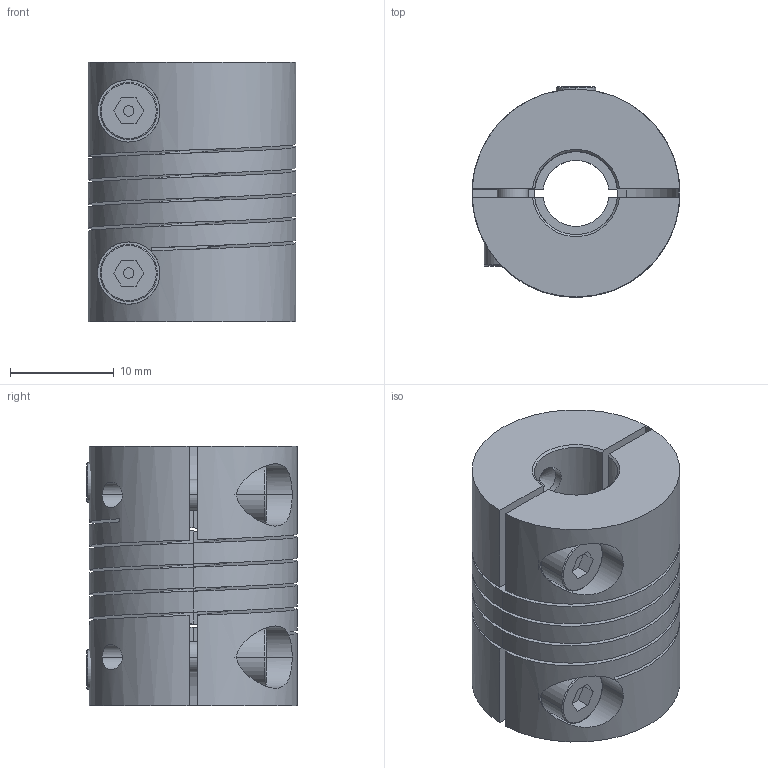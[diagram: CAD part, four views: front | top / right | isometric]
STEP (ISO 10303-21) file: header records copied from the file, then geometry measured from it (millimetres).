
FILE_DESCRIPTION (( 'STEP AP214' ), '1' );
FILE_NAME ('A225 Ãèáêàÿ ìóôòà O 6,35 O 8.STEP', '2019-10-24T13:06:20', ( 'Windows User' ), ( '' ), 'SwSTEP 2.0', 'SolidWorks 2019', '' );
FILE_SCHEMA (( 'AUTOMOTIVE_DESIGN' ));
Length unit declared in the file: millimetre
Products named in the file (4): Äëÿ ìóôòû M4_M5(16); A225 Ãèáêàÿ ìóôòà O 6,35  O 8; A225 Ãèáêàÿ ìóôòà O 6,35  O 8_00; Ì3õ10 DIN 912_M3(12)
Assembly tree (5 placements, depth 2):
  A225 Ãèáêàÿ ìóôòà O 6,35  O 8
    A225 Ãèáêàÿ ìóôòà O 6,35  O 8_00
    Ì3õ10 DIN 912_M3(12)  x2
    Äëÿ ìóôòû M4_M5(16)  x2
Bounding box: 20 x 20.24 x 25 mm (x, y, z)
Volume: 6202.4 mm3; surface area: 6296.9 mm2
Topology: 5 solids, 5 shells, 131 faces, 318 edges, 202 vertices
Faces by surface type: cylinder 59, plane 42, cone 18, torus 8, bspline 4
Entity records: 6109 total; most frequent: CARTESIAN_POINT 3572, ORIENTED_EDGE 500, DIRECTION 449, EDGE_CURVE 250, AXIS2_PLACEMENT_3D 169, VERTEX_POINT 163, EDGE_LOOP 115, LINE 111
